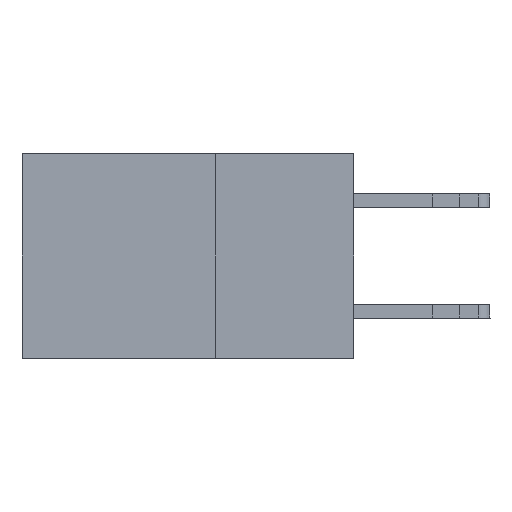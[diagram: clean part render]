
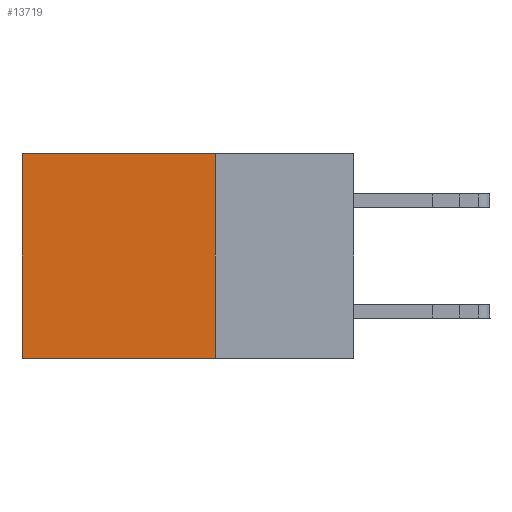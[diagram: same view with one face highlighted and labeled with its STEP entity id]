
A CAD part, left-side view. The second image highlights one B-rep face of the part: STEP entity #13719.
In plain terms, the highlighted planar face has unit normal (-1, 0, 0).
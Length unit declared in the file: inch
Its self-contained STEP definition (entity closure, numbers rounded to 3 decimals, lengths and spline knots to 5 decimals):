
#69 = ORIENTED_EDGE ( 'NONE', *, *, #19938, .F. ) ;
#974 = LINE ( 'NONE', #4425, #8750 ) ;
#2069 = CARTESIAN_POINT ( 'NONE',  ( 0.2875, 0.25, -0.37 ) ) ;
#3086 = VERTEX_POINT ( 'NONE', #7577 ) ;
#3284 = DIRECTION ( 'NONE',  ( 1., 0., 0. ) ) ;
#3808 = LINE ( 'NONE', #5365, #15422 ) ;
#4425 = CARTESIAN_POINT ( 'NONE',  ( 0.2875, 0.25, 0. ) ) ;
#5365 = CARTESIAN_POINT ( 'NONE',  ( 0.2875, 0.25, 0. ) ) ;
#5578 = DIRECTION ( 'NONE',  ( 0., 1., 0. ) ) ;
#6374 = DIRECTION ( 'NONE',  ( 0., 1., 0. ) ) ;
#6840 = ORIENTED_EDGE ( 'NONE', *, *, #11957, .T. ) ;
#7049 = EDGE_CURVE ( 'NONE', #7150, #3086, #974, .T. ) ;
#7150 = VERTEX_POINT ( 'NONE', #14172 ) ;
#7554 = AXIS2_PLACEMENT_3D ( 'NONE', #15945, #3284, #14090 ) ;
#7577 = CARTESIAN_POINT ( 'NONE',  ( 0.2875, 0.25, -0.37 ) ) ;
#8368 = DIRECTION ( 'NONE',  ( 0., 0., -1. ) ) ;
#8679 = VECTOR ( 'NONE', #6374, 39.37008 ) ;
#8750 = VECTOR ( 'NONE', #20324, 39.37008 ) ;
#8974 = ORIENTED_EDGE ( 'NONE', *, *, #7049, .F. ) ;
#9095 = CARTESIAN_POINT ( 'NONE',  ( 0.2875, 0.6, -0.37 ) ) ;
#9796 = EDGE_LOOP ( 'NONE', ( #6840, #69, #8974, #16859 ) ) ;
#9961 = VERTEX_POINT ( 'NONE', #14709 ) ;
#11246 = EDGE_CURVE ( 'NONE', #7150, #9961, #3808, .T. ) ;
#11570 = CARTESIAN_POINT ( 'NONE',  ( 0.2875, 0.6, 0. ) ) ;
#11957 = EDGE_CURVE ( 'NONE', #9961, #19380, #14304, .T. ) ;
#13460 = VECTOR ( 'NONE', #8368, 39.37008 ) ;
#13719 = ADVANCED_FACE ( 'NONE', ( #14387 ), #19070, .F. ) ;
#14090 = DIRECTION ( 'NONE',  ( 0., 0., -1. ) ) ;
#14172 = CARTESIAN_POINT ( 'NONE',  ( 0.2875, 0.25, 0. ) ) ;
#14304 = LINE ( 'NONE', #11570, #13460 ) ;
#14387 = FACE_OUTER_BOUND ( 'NONE', #9796, .T. ) ;
#14709 = CARTESIAN_POINT ( 'NONE',  ( 0.2875, 0.6, 0. ) ) ;
#15422 = VECTOR ( 'NONE', #5578, 39.37008 ) ;
#15945 = CARTESIAN_POINT ( 'NONE',  ( 0.2875, 0.25, 0. ) ) ;
#16859 = ORIENTED_EDGE ( 'NONE', *, *, #11246, .T. ) ;
#19026 = LINE ( 'NONE', #2069, #8679 ) ;
#19070 = PLANE ( 'NONE',  #7554 ) ;
#19380 = VERTEX_POINT ( 'NONE', #9095 ) ;
#19938 = EDGE_CURVE ( 'NONE', #3086, #19380, #19026, .T. ) ;
#20324 = DIRECTION ( 'NONE',  ( 0., 0., -1. ) ) ;
